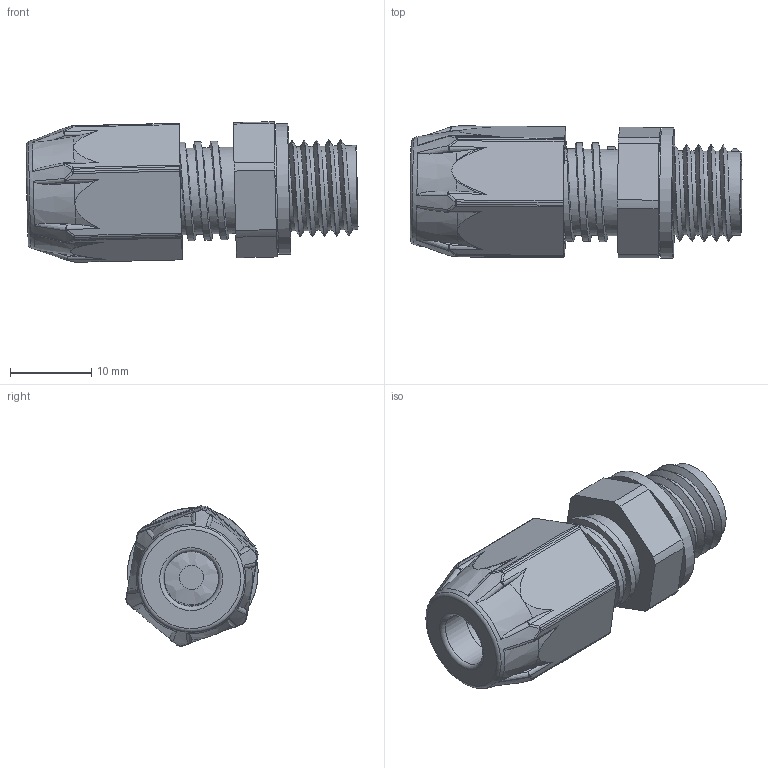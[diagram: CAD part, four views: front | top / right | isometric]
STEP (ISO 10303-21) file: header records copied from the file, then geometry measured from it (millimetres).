
FILE_DESCRIPTION(/* description */ ('Euro-Top-X-4.Generation M12x1,5, Ex i, Doppeldichtung'),/* implementation_level */ '2;1');
FILE_NAME(/* name */ '84280512X4HI-RST.stp',/* time_stamp */ '2021-04-29T09:36:15+02:00',/* author */ ('sl'),/* organization */ (''),/* preprocessor_version */ 'ST-DEVELOPER v16.5',/* originating_system */ 'Autodesk Inventor 2017',/* authorisation */ '');
FILE_SCHEMA (('AUTOMOTIVE_DESIGN { 1 0 10303 214 3 1 1 }'));
Length unit declared in the file: millimetre
Products named in the file (7): 84280512X4HI; 84280512X4HI_1; 84280512X4HI_2; 84280512X4HI_3; 84280512X4HI_4; 84280512X4HI_5; 84280512X4HI_6
Assembly tree (6 placements, depth 2):
  84280512X4HI
    84280512X4HI_1
    84280512X4HI_2
    84280512X4HI_3
    84280512X4HI_4
    84280512X4HI_5
    84280512X4HI_6
Bounding box: 40.84 x 16.27 x 17.3 mm (x, y, z)
Volume: 4709.1 mm3; surface area: 5610.5 mm2
Topology: 6 solids, 6 shells, 297 faces, 759 edges, 486 vertices
Faces by surface type: plane 101, cylinder 97, bspline 35, sphere 24, torus 23, cone 17
Full cylindrical faces by diameter (mm): 4.28 x1, 6.49 x1, 6.63 x1, 6.69 x1, 6.74 x2, 7.12 x1, 7.24 x1, 8.38 x1, 8.66 x1, 8.68 x1, 8.85 x1, 10.348 x6, 10.61 x1, 10.63 x3, 10.71 x1, 11 x1, 12.522 x3, 16.08 x1
Entity records: 12081 total; most frequent: CARTESIAN_POINT 5186, ORIENTED_EDGE 1376, DIRECTION 1343, EDGE_CURVE 688, AXIS2_PLACEMENT_3D 554, VERTEX_POINT 453, EDGE_LOOP 335, FACE_OUTER_BOUND 286
